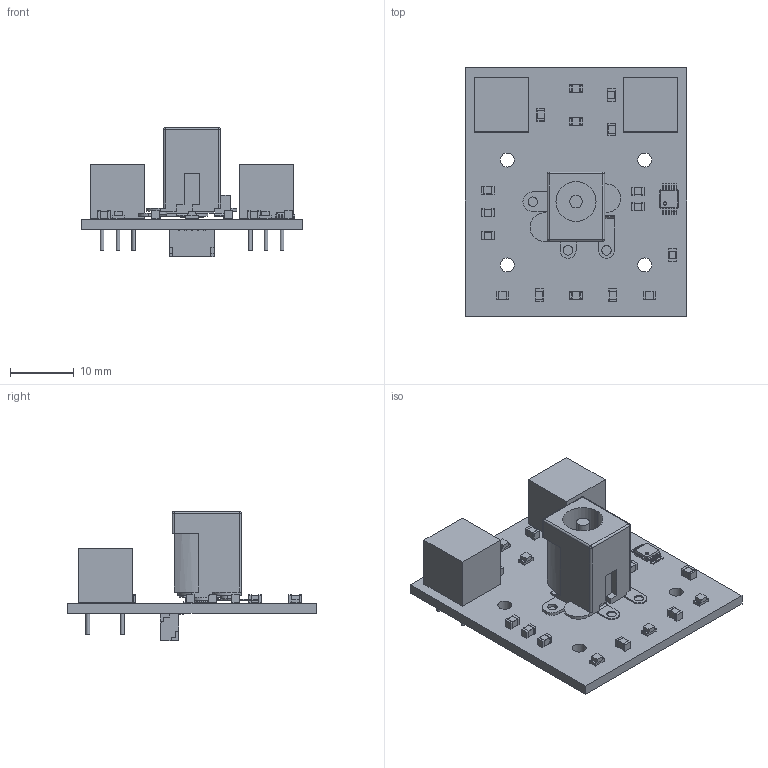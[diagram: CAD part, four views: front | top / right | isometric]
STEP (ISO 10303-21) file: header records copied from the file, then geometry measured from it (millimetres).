
FILE_DESCRIPTION(('KiCad electronic assembly'),'2;1');
FILE_NAME('Power Daughter Board.step','2020-06-08T19:50:03',('An Author' ),('A Company'),'Open CASCADE STEP processor 6.9', 'KiCad to STEP converter','Unknown');
FILE_SCHEMA(('AUTOMOTIVE_DESIGN { 1 0 10303 214 1 1 1 1 }'));
Length unit declared in the file: millimetre
Products named in the file (14): Open CASCADE STEP translator 6.9 1; MHPS2283; COMPOUND; BM05B-SRSS-TB; SOLID; PJ-006A-SMT; C_0805_2012Metric; LED_0805_2012Metric; MSOP-10_3x3mm_P0.5mm
Assembly tree (28 placements, depth 3):
  Open CASCADE STEP translator 6.9 1
    MHPS2283  x2
      COMPOUND
    BM05B-SRSS-TB
      SOLID
    PJ-006A-SMT
      SOLID
    C_0805_2012Metric  x11
      SOLID
    LED_0805_2012Metric  x5
      SOLID
    MSOP-10_3x3mm_P0.5mm
      SOLID
    COMPOUND
Bounding box: 34.82 x 39.06 x 20.35 mm (x, y, z)
Volume: 4701.7 mm3; surface area: 6029.2 mm2
Topology: 94 solids, 94 shells, 1203 faces, 2795 edges, 1816 vertices
Faces by surface type: plane 817, cylinder 344, bspline 34, torus 4, sphere 4
Full cylindrical faces by diameter (mm): 0.5 x1, 0.6 x72, 1 x12, 2.2 x4
Entity records: 39542 total; most frequent: CARTESIAN_POINT 7067, DIRECTION 5574, LINE 3523, VECTOR 3523, ORIENTED_EDGE 2838, PCURVE 2838, DEFINITIONAL_REPRESENTATION 2838, EDGE_CURVE 1419
